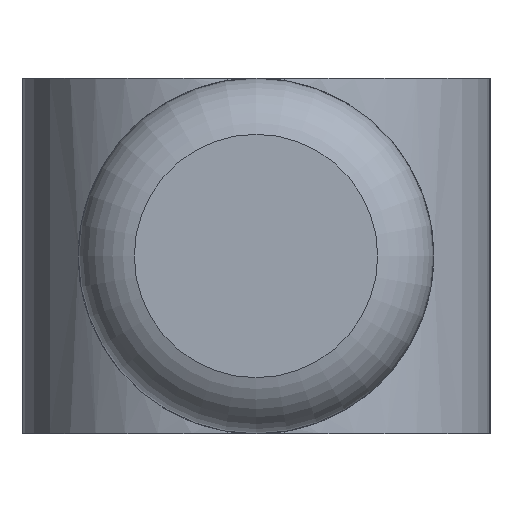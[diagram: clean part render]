
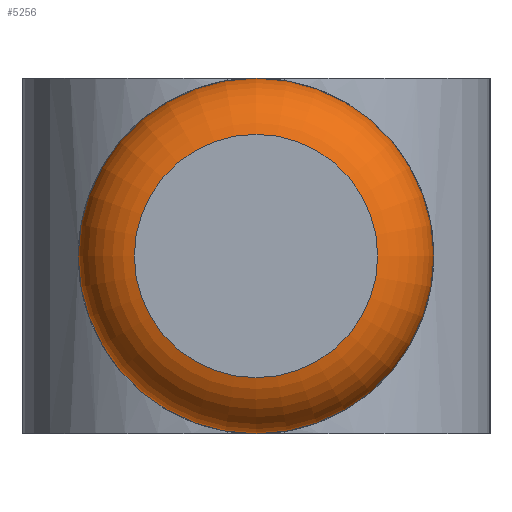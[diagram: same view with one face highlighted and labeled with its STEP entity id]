
A CAD part, left-side view. The second image highlights one B-rep face of the part: STEP entity #5256.
In plain terms, the highlighted toroidal (fillet/blend) face has major radius 5.5 mm and minor radius 4 mm.
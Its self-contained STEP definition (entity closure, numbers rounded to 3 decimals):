
#1293=TOROIDAL_SURFACE($,#5608,5.5,4.);
#1649=FACE_BOUND($,#2056,.T.);
#1718=FACE_OUTER_BOUND($,#2055,.T.);
#2055=EDGE_LOOP($,(#3758));
#2056=EDGE_LOOP($,(#3759));
#2387=CIRCLE($,#5606,6.5);
#2388=CIRCLE($,#5609,9.5);
#2440=VERTEX_POINT($,#6776);
#2441=VERTEX_POINT($,#6780);
#2961=EDGE_CURVE($,#2440,#2440,#2387,.T.);
#2962=EDGE_CURVE($,#2441,#2441,#2388,.T.);
#3758=ORIENTED_EDGE($,*,*,#2961,.T.);
#3759=ORIENTED_EDGE($,*,*,#2962,.T.);
#5256=ADVANCED_FACE($,(#1718,#1649),#1293,.T.);
#5606=AXIS2_PLACEMENT_3D($,#6777,#5921,#5922);
#5608=AXIS2_PLACEMENT_3D($,#6779,#5925,#5926);
#5609=AXIS2_PLACEMENT_3D($,#6781,#5927,#5928);
#5921=DIRECTION('center_axis',(1.,0.,0.));
#5922=DIRECTION('ref_axis',(0.,0.,-1.));
#5925=DIRECTION('center_axis',(1.,0.,0.));
#5926=DIRECTION('ref_axis',(0.,0.,-1.));
#5927=DIRECTION('center_axis',(-1.,0.,0.));
#5928=DIRECTION('ref_axis',(0.,0.,-1.));
#6776=CARTESIAN_POINT('',(-35.373,0.,6.5));
#6777=CARTESIAN_POINT('Origin',(-35.373,0.,
0.));
#6779=CARTESIAN_POINT('Origin',(-31.5,0.,0.));
#6780=CARTESIAN_POINT('',(-31.5,0.,9.5));
#6781=CARTESIAN_POINT('Origin',(-31.5,0.,0.));
